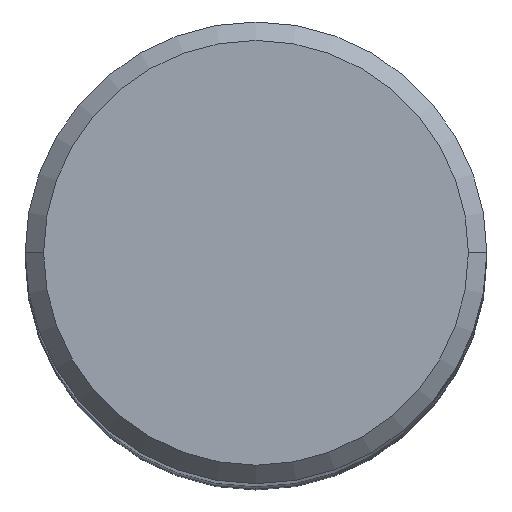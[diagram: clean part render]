
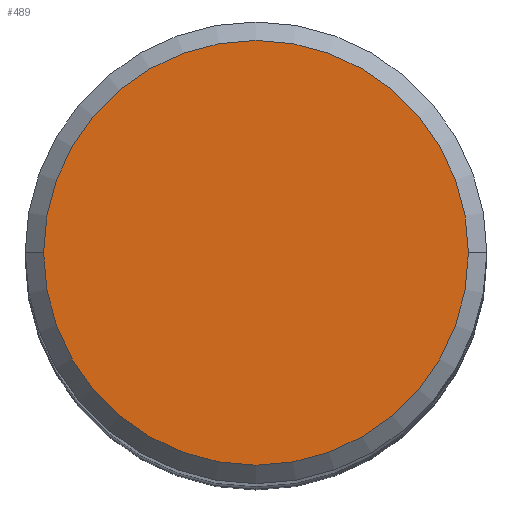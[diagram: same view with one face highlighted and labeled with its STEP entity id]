
A CAD part, top view. The second image highlights one B-rep face of the part: STEP entity #489.
In plain terms, the highlighted planar face has unit normal (0, 0, 1).
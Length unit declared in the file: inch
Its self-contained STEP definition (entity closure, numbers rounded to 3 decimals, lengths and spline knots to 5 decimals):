
#5 = AXIS2_PLACEMENT_3D ( 'NONE', #47, #439, #87 ) ;
#12 = FACE_OUTER_BOUND ( 'NONE', #306, .T. ) ;
#23 = ORIENTED_EDGE ( 'NONE', *, *, #57, .T. ) ;
#47 = CARTESIAN_POINT ( 'NONE',  ( 0., 0.23, 0. ) ) ;
#48 = VERTEX_POINT ( 'NONE', #410 ) ;
#57 = EDGE_CURVE ( 'NONE', #105, #48, #453, .T. ) ;
#65 = AXIS2_PLACEMENT_3D ( 'NONE', #548, #114, #417 ) ;
#87 = DIRECTION ( 'NONE',  ( -1., 0., 0. ) ) ;
#105 = VERTEX_POINT ( 'NONE', #405 ) ;
#106 = DIRECTION ( 'NONE',  ( 1., 0., 0. ) ) ;
#114 = DIRECTION ( 'NONE',  ( 0., 0., 1. ) ) ;
#177 = CARTESIAN_POINT ( 'NONE',  ( 0., 0., 0. ) ) ;
#248 = CIRCLE ( 'NONE', #65, 0.23 ) ;
#306 = EDGE_LOOP ( 'NONE', ( #23, #468 ) ) ;
#367 = EDGE_CURVE ( 'NONE', #48, #105, #248, .T. ) ;
#405 = CARTESIAN_POINT ( 'NONE',  ( -0.23, 0., 0. ) ) ;
#410 = CARTESIAN_POINT ( 'NONE',  ( 0.23, 0., 0. ) ) ;
#417 = DIRECTION ( 'NONE',  ( 1., 0., 0. ) ) ;
#439 = DIRECTION ( 'NONE',  ( 0., 0., -1. ) ) ;
#453 = CIRCLE ( 'NONE', #554, 0.23 ) ;
#468 = ORIENTED_EDGE ( 'NONE', *, *, #367, .T. ) ;
#489 = ADVANCED_FACE ( 'NONE', ( #12 ), #530, .F. ) ;
#530 = PLANE ( 'NONE',  #5 ) ;
#537 = DIRECTION ( 'NONE',  ( 0., 0., 1. ) ) ;
#548 = CARTESIAN_POINT ( 'NONE',  ( 0., 0., 0. ) ) ;
#554 = AXIS2_PLACEMENT_3D ( 'NONE', #177, #537, #106 ) ;
